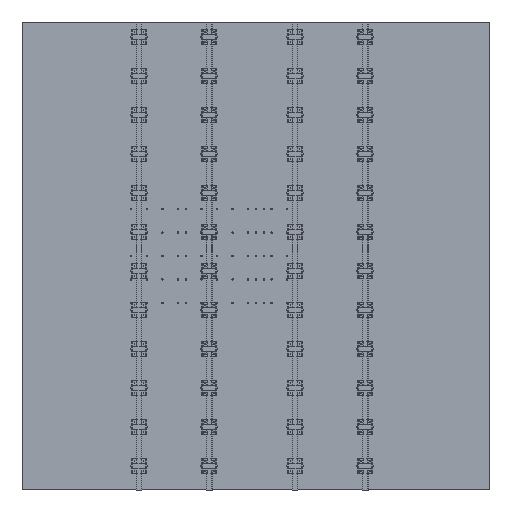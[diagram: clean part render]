
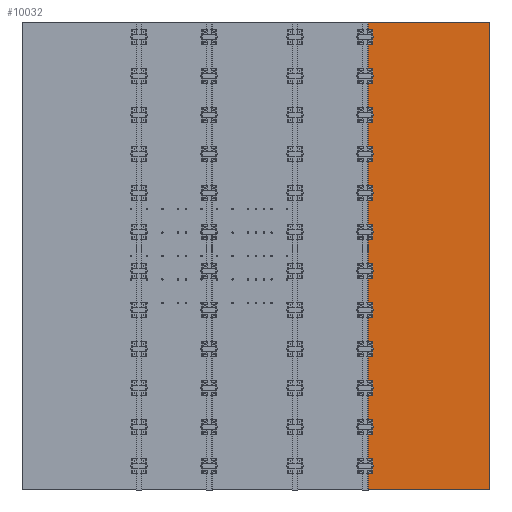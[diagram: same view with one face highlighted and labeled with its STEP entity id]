
A CAD part, front view. The second image highlights one B-rep face of the part: STEP entity #10032.
In plain terms, the highlighted planar face has unit normal (0, -1, 0).
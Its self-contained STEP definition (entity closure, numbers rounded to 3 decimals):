
#3777=PLANE('',#11401);
#4170=FACE_OUTER_BOUND('',#4950,.T.);
#4950=EDGE_LOOP('',(#9220,#9221,#9222,#9223));
#5395=LINE('',#17844,#5918);
#5397=LINE('',#17848,#5920);
#5398=LINE('',#17850,#5921);
#5399=LINE('',#17851,#5922);
#5918=VECTOR('',#14433,6.);
#5920=VECTOR('',#14437,1.595);
#5921=VECTOR('',#14438,6.);
#5922=VECTOR('',#14439,1.595);
#6721=VERTEX_POINT('',#17841);
#6722=VERTEX_POINT('',#17843);
#6723=VERTEX_POINT('',#17847);
#6724=VERTEX_POINT('',#17849);
#7580=EDGE_CURVE('',#6722,#6721,#5395,.T.);
#7582=EDGE_CURVE('',#6723,#6721,#5397,.T.);
#7583=EDGE_CURVE('',#6724,#6723,#5398,.T.);
#7584=EDGE_CURVE('',#6722,#6724,#5399,.T.);
#9220=ORIENTED_EDGE('',*,*,#7582,.F.);
#9221=ORIENTED_EDGE('',*,*,#7583,.F.);
#9222=ORIENTED_EDGE('',*,*,#7584,.F.);
#9223=ORIENTED_EDGE('',*,*,#7580,.T.);
#10032=ADVANCED_FACE('',(#4170),#3777,.F.);
#11401=AXIS2_PLACEMENT_3D('',#17846,#14435,#14436);
#14433=DIRECTION('',(0.,0.,-1.));
#14435=DIRECTION('center_axis',(0.,1.,0.));
#14436=DIRECTION('ref_axis',(0.,0.,1.));
#14437=DIRECTION('',(-1.,0.,0.));
#14438=DIRECTION('',(0.,0.,-1.));
#14439=DIRECTION('',(1.,0.,0.));
#17841=CARTESIAN_POINT('',(2.205,-0.05,-3.));
#17843=CARTESIAN_POINT('',(2.205,-0.05,3.));
#17844=CARTESIAN_POINT('',(2.205,-0.05,3.));
#17846=CARTESIAN_POINT('Origin',(-2.2,-0.05,3.));
#17847=CARTESIAN_POINT('',(3.8,-0.05,-3.));
#17848=CARTESIAN_POINT('',(3.8,-0.05,-3.));
#17849=CARTESIAN_POINT('',(3.8,-0.05,3.));
#17850=CARTESIAN_POINT('',(3.8,-0.05,3.));
#17851=CARTESIAN_POINT('',(2.25,-0.05,3.));
